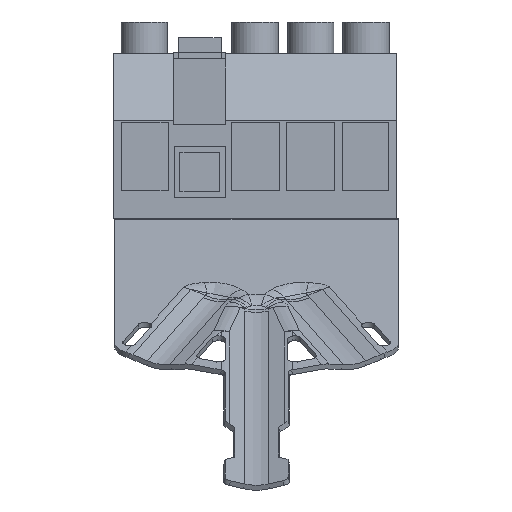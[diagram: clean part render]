
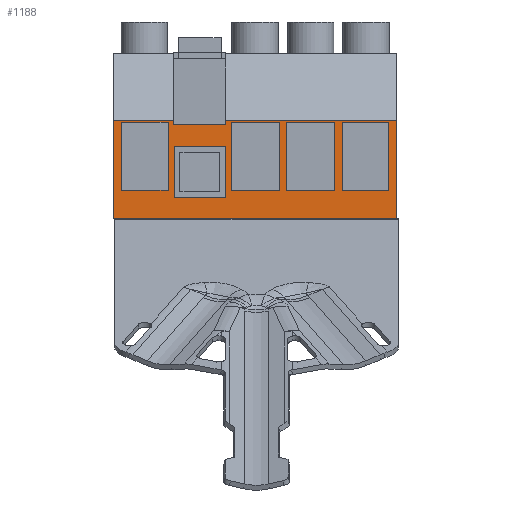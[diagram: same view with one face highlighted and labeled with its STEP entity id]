
A CAD part, top view. The second image highlights one B-rep face of the part: STEP entity #1188.
In plain terms, the highlighted planar face has unit normal (0, 0, 1).
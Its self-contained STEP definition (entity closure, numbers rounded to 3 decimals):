
#966=AXIS2_PLACEMENT_3D('Plane Axis2P3D',#963,#964,#965) ;
#532=CARTESIAN_POINT('Line Origine',(36.23,21.48,48.8)) ;
#536=CARTESIAN_POINT('Vertex',(20.56,21.48,48.8)) ;
#538=CARTESIAN_POINT('Vertex',(51.9,21.48,48.8)) ;
#592=CARTESIAN_POINT('Line Origine',(51.9,12.48,48.8)) ;
#596=CARTESIAN_POINT('Vertex',(51.9,3.48,48.8)) ;
#963=CARTESIAN_POINT('Axis2P3D Location',(0.,21.48,48.8)) ;
#968=CARTESIAN_POINT('Line Origine',(5.51,21.48,48.8)) ;
#972=CARTESIAN_POINT('Vertex',(0.,21.48,48.8)) ;
#974=CARTESIAN_POINT('Vertex',(11.02,21.48,48.8)) ;
#977=CARTESIAN_POINT('Line Origine',(0.,12.48,48.8)) ;
#981=CARTESIAN_POINT('Vertex',(0.,3.48,48.8)) ;
#984=CARTESIAN_POINT('Line Origine',(25.95,3.48,48.8)) ;
#989=CARTESIAN_POINT('Line Origine',(20.56,21.08,48.8)) ;
#993=CARTESIAN_POINT('Vertex',(20.56,20.68,48.8)) ;
#996=CARTESIAN_POINT('Line Origine',(15.79,20.68,48.8)) ;
#1000=CARTESIAN_POINT('Vertex',(11.02,20.68,48.8)) ;
#1003=CARTESIAN_POINT('Line Origine',(11.02,21.08,48.8)) ;
#1018=CARTESIAN_POINT('Line Origine',(46.132,21.075,48.8)) ;
#1022=CARTESIAN_POINT('Vertex',(50.4,21.075,48.8)) ;
#1024=CARTESIAN_POINT('Vertex',(41.864,21.075,48.8)) ;
#1027=CARTESIAN_POINT('Line Origine',(50.4,14.819,48.8)) ;
#1031=CARTESIAN_POINT('Vertex',(50.4,8.564,48.8)) ;
#1034=CARTESIAN_POINT('Line Origine',(46.132,8.564,48.8)) ;
#1038=CARTESIAN_POINT('Vertex',(41.864,8.564,48.8)) ;
#1041=CARTESIAN_POINT('Line Origine',(41.864,14.819,48.8)) ;
#1052=CARTESIAN_POINT('Line Origine',(25.95,8.564,48.8)) ;
#1056=CARTESIAN_POINT('Vertex',(21.544,8.564,48.8)) ;
#1058=CARTESIAN_POINT('Vertex',(30.356,8.564,48.8)) ;
#1061=CARTESIAN_POINT('Line Origine',(21.544,14.83,48.8)) ;
#1065=CARTESIAN_POINT('Vertex',(21.544,21.096,48.8)) ;
#1068=CARTESIAN_POINT('Line Origine',(25.95,21.096,48.8)) ;
#1072=CARTESIAN_POINT('Vertex',(30.356,21.096,48.8)) ;
#1075=CARTESIAN_POINT('Line Origine',(30.356,14.83,48.8)) ;
#1086=CARTESIAN_POINT('Line Origine',(11.113,11.945,48.8)) ;
#1090=CARTESIAN_POINT('Vertex',(11.113,16.621,48.8)) ;
#1092=CARTESIAN_POINT('Vertex',(11.113,7.268,48.8)) ;
#1095=CARTESIAN_POINT('Line Origine',(15.79,16.621,48.8)) ;
#1099=CARTESIAN_POINT('Vertex',(20.467,16.621,48.8)) ;
#1102=CARTESIAN_POINT('Line Origine',(20.467,11.945,48.8)) ;
#1106=CARTESIAN_POINT('Vertex',(20.467,7.268,48.8)) ;
#1109=CARTESIAN_POINT('Line Origine',(15.79,7.268,48.8)) ;
#1120=CARTESIAN_POINT('Line Origine',(36.11,8.564,48.8)) ;
#1124=CARTESIAN_POINT('Vertex',(31.704,8.564,48.8)) ;
#1126=CARTESIAN_POINT('Vertex',(40.516,8.564,48.8)) ;
#1129=CARTESIAN_POINT('Line Origine',(31.704,14.83,48.8)) ;
#1133=CARTESIAN_POINT('Vertex',(31.704,21.096,48.8)) ;
#1136=CARTESIAN_POINT('Line Origine',(36.11,21.096,48.8)) ;
#1140=CARTESIAN_POINT('Vertex',(40.516,21.096,48.8)) ;
#1143=CARTESIAN_POINT('Line Origine',(40.516,14.83,48.8)) ;
#1154=CARTESIAN_POINT('Line Origine',(10.014,14.83,48.8)) ;
#1158=CARTESIAN_POINT('Vertex',(10.014,8.585,48.8)) ;
#1160=CARTESIAN_POINT('Vertex',(10.014,21.075,48.8)) ;
#1163=CARTESIAN_POINT('Line Origine',(5.709,8.585,48.8)) ;
#1167=CARTESIAN_POINT('Vertex',(1.405,8.585,48.8)) ;
#1170=CARTESIAN_POINT('Line Origine',(1.405,14.83,48.8)) ;
#1174=CARTESIAN_POINT('Vertex',(1.405,21.075,48.8)) ;
#1177=CARTESIAN_POINT('Line Origine',(5.709,21.075,48.8)) ;
#533=DIRECTION('Vector Direction',(1.,0.,0.)) ;
#593=DIRECTION('Vector Direction',(0.,-1.,0.)) ;
#964=DIRECTION('Axis2P3D Direction',(-0.,0.,1.)) ;
#965=DIRECTION('Axis2P3D XDirection',(0.,-1.,0.)) ;
#969=DIRECTION('Vector Direction',(1.,0.,0.)) ;
#978=DIRECTION('Vector Direction',(0.,-1.,0.)) ;
#985=DIRECTION('Vector Direction',(1.,0.,0.)) ;
#990=DIRECTION('Vector Direction',(0.,-1.,0.)) ;
#997=DIRECTION('Vector Direction',(1.,0.,0.)) ;
#1004=DIRECTION('Vector Direction',(0.,-1.,0.)) ;
#1019=DIRECTION('Vector Direction',(1.,0.,0.)) ;
#1028=DIRECTION('Vector Direction',(0.,-1.,0.)) ;
#1035=DIRECTION('Vector Direction',(-1.,0.,0.)) ;
#1042=DIRECTION('Vector Direction',(0.,1.,0.)) ;
#1053=DIRECTION('Vector Direction',(1.,0.,0.)) ;
#1062=DIRECTION('Vector Direction',(0.,-1.,0.)) ;
#1069=DIRECTION('Vector Direction',(-1.,0.,0.)) ;
#1076=DIRECTION('Vector Direction',(0.,1.,0.)) ;
#1087=DIRECTION('Vector Direction',(0.,-1.,0.)) ;
#1096=DIRECTION('Vector Direction',(-1.,0.,0.)) ;
#1103=DIRECTION('Vector Direction',(0.,1.,0.)) ;
#1110=DIRECTION('Vector Direction',(1.,0.,0.)) ;
#1121=DIRECTION('Vector Direction',(1.,0.,0.)) ;
#1130=DIRECTION('Vector Direction',(0.,-1.,0.)) ;
#1137=DIRECTION('Vector Direction',(-1.,0.,0.)) ;
#1144=DIRECTION('Vector Direction',(0.,1.,0.)) ;
#1155=DIRECTION('Vector Direction',(0.,-1.,0.)) ;
#1164=DIRECTION('Vector Direction',(-1.,0.,0.)) ;
#1171=DIRECTION('Vector Direction',(0.,1.,0.)) ;
#1178=DIRECTION('Vector Direction',(1.,0.,0.)) ;
#534=VECTOR('Line Direction',#533,1.) ;
#594=VECTOR('Line Direction',#593,1.) ;
#970=VECTOR('Line Direction',#969,1.) ;
#979=VECTOR('Line Direction',#978,1.) ;
#986=VECTOR('Line Direction',#985,1.) ;
#991=VECTOR('Line Direction',#990,1.) ;
#998=VECTOR('Line Direction',#997,1.) ;
#1005=VECTOR('Line Direction',#1004,1.) ;
#1020=VECTOR('Line Direction',#1019,1.) ;
#1029=VECTOR('Line Direction',#1028,1.) ;
#1036=VECTOR('Line Direction',#1035,1.) ;
#1043=VECTOR('Line Direction',#1042,1.) ;
#1054=VECTOR('Line Direction',#1053,1.) ;
#1063=VECTOR('Line Direction',#1062,1.) ;
#1070=VECTOR('Line Direction',#1069,1.) ;
#1077=VECTOR('Line Direction',#1076,1.) ;
#1088=VECTOR('Line Direction',#1087,1.) ;
#1097=VECTOR('Line Direction',#1096,1.) ;
#1104=VECTOR('Line Direction',#1103,1.) ;
#1111=VECTOR('Line Direction',#1110,1.) ;
#1122=VECTOR('Line Direction',#1121,1.) ;
#1131=VECTOR('Line Direction',#1130,1.) ;
#1138=VECTOR('Line Direction',#1137,1.) ;
#1145=VECTOR('Line Direction',#1144,1.) ;
#1156=VECTOR('Line Direction',#1155,1.) ;
#1165=VECTOR('Line Direction',#1164,1.) ;
#1172=VECTOR('Line Direction',#1171,1.) ;
#1179=VECTOR('Line Direction',#1178,1.) ;
#1009=ORIENTED_EDGE('',*,*,#976,.F.) ;
#1010=ORIENTED_EDGE('',*,*,#983,.F.) ;
#1011=ORIENTED_EDGE('',*,*,#988,.T.) ;
#1012=ORIENTED_EDGE('',*,*,#598,.F.) ;
#1013=ORIENTED_EDGE('',*,*,#540,.F.) ;
#1014=ORIENTED_EDGE('',*,*,#995,.T.) ;
#1015=ORIENTED_EDGE('',*,*,#1002,.F.) ;
#1016=ORIENTED_EDGE('',*,*,#1007,.F.) ;
#1047=ORIENTED_EDGE('',*,*,#1026,.F.) ;
#1048=ORIENTED_EDGE('',*,*,#1033,.F.) ;
#1049=ORIENTED_EDGE('',*,*,#1040,.F.) ;
#1050=ORIENTED_EDGE('',*,*,#1045,.F.) ;
#1081=ORIENTED_EDGE('',*,*,#1060,.F.) ;
#1082=ORIENTED_EDGE('',*,*,#1067,.F.) ;
#1083=ORIENTED_EDGE('',*,*,#1074,.F.) ;
#1084=ORIENTED_EDGE('',*,*,#1079,.F.) ;
#1115=ORIENTED_EDGE('',*,*,#1094,.F.) ;
#1116=ORIENTED_EDGE('',*,*,#1101,.F.) ;
#1117=ORIENTED_EDGE('',*,*,#1108,.F.) ;
#1118=ORIENTED_EDGE('',*,*,#1113,.F.) ;
#1149=ORIENTED_EDGE('',*,*,#1128,.F.) ;
#1150=ORIENTED_EDGE('',*,*,#1135,.F.) ;
#1151=ORIENTED_EDGE('',*,*,#1142,.F.) ;
#1152=ORIENTED_EDGE('',*,*,#1147,.F.) ;
#1183=ORIENTED_EDGE('',*,*,#1162,.F.) ;
#1184=ORIENTED_EDGE('',*,*,#1169,.F.) ;
#1185=ORIENTED_EDGE('',*,*,#1176,.F.) ;
#1186=ORIENTED_EDGE('',*,*,#1181,.F.) ;
#1051=FACE_BOUND('',#1046,.T.) ;
#1085=FACE_BOUND('',#1080,.T.) ;
#1119=FACE_BOUND('',#1114,.T.) ;
#1153=FACE_BOUND('',#1148,.T.) ;
#1187=FACE_BOUND('',#1182,.T.) ;
#1188=ADVANCED_FACE('BUZ',(#1017,#1051,#1085,#1119,#1153,#1187),#967,.T.) ;
#540=EDGE_CURVE('',#537,#539,#535,.T.) ;
#598=EDGE_CURVE('',#539,#597,#595,.T.) ;
#976=EDGE_CURVE('',#973,#975,#971,.T.) ;
#983=EDGE_CURVE('',#982,#973,#980,.F.) ;
#988=EDGE_CURVE('',#982,#597,#987,.T.) ;
#995=EDGE_CURVE('',#537,#994,#992,.T.) ;
#1002=EDGE_CURVE('',#1001,#994,#999,.T.) ;
#1007=EDGE_CURVE('',#975,#1001,#1006,.T.) ;
#1026=EDGE_CURVE('',#1023,#1025,#1021,.F.) ;
#1033=EDGE_CURVE('',#1032,#1023,#1030,.F.) ;
#1040=EDGE_CURVE('',#1039,#1032,#1037,.F.) ;
#1045=EDGE_CURVE('',#1025,#1039,#1044,.F.) ;
#1060=EDGE_CURVE('',#1057,#1059,#1055,.T.) ;
#1067=EDGE_CURVE('',#1066,#1057,#1064,.T.) ;
#1074=EDGE_CURVE('',#1073,#1066,#1071,.T.) ;
#1079=EDGE_CURVE('',#1059,#1073,#1078,.T.) ;
#1094=EDGE_CURVE('',#1091,#1093,#1089,.T.) ;
#1101=EDGE_CURVE('',#1100,#1091,#1098,.T.) ;
#1108=EDGE_CURVE('',#1107,#1100,#1105,.T.) ;
#1113=EDGE_CURVE('',#1093,#1107,#1112,.T.) ;
#1128=EDGE_CURVE('',#1125,#1127,#1123,.T.) ;
#1135=EDGE_CURVE('',#1134,#1125,#1132,.T.) ;
#1142=EDGE_CURVE('',#1141,#1134,#1139,.T.) ;
#1147=EDGE_CURVE('',#1127,#1141,#1146,.T.) ;
#1162=EDGE_CURVE('',#1159,#1161,#1157,.F.) ;
#1169=EDGE_CURVE('',#1168,#1159,#1166,.F.) ;
#1176=EDGE_CURVE('',#1175,#1168,#1173,.F.) ;
#1181=EDGE_CURVE('',#1161,#1175,#1180,.F.) ;
#1008=EDGE_LOOP('',(#1009,#1010,#1011,#1012,#1013,#1014,#1015,#1016)) ;
#1046=EDGE_LOOP('',(#1047,#1048,#1049,#1050)) ;
#1080=EDGE_LOOP('',(#1081,#1082,#1083,#1084)) ;
#1114=EDGE_LOOP('',(#1115,#1116,#1117,#1118)) ;
#1148=EDGE_LOOP('',(#1149,#1150,#1151,#1152)) ;
#1182=EDGE_LOOP('',(#1183,#1184,#1185,#1186)) ;
#1017=FACE_OUTER_BOUND('',#1008,.T.) ;
#535=LINE('Line',#532,#534) ;
#595=LINE('Line',#592,#594) ;
#971=LINE('Line',#968,#970) ;
#980=LINE('Line',#977,#979) ;
#987=LINE('Line',#984,#986) ;
#992=LINE('Line',#989,#991) ;
#999=LINE('Line',#996,#998) ;
#1006=LINE('Line',#1003,#1005) ;
#1021=LINE('Line',#1018,#1020) ;
#1030=LINE('Line',#1027,#1029) ;
#1037=LINE('Line',#1034,#1036) ;
#1044=LINE('Line',#1041,#1043) ;
#1055=LINE('Line',#1052,#1054) ;
#1064=LINE('Line',#1061,#1063) ;
#1071=LINE('Line',#1068,#1070) ;
#1078=LINE('Line',#1075,#1077) ;
#1089=LINE('Line',#1086,#1088) ;
#1098=LINE('Line',#1095,#1097) ;
#1105=LINE('Line',#1102,#1104) ;
#1112=LINE('Line',#1109,#1111) ;
#1123=LINE('Line',#1120,#1122) ;
#1132=LINE('Line',#1129,#1131) ;
#1139=LINE('Line',#1136,#1138) ;
#1146=LINE('Line',#1143,#1145) ;
#1157=LINE('Line',#1154,#1156) ;
#1166=LINE('Line',#1163,#1165) ;
#1173=LINE('Line',#1170,#1172) ;
#1180=LINE('Line',#1177,#1179) ;
#967=PLANE('',#966) ;
#537=VERTEX_POINT('',#536) ;
#539=VERTEX_POINT('',#538) ;
#597=VERTEX_POINT('',#596) ;
#973=VERTEX_POINT('',#972) ;
#975=VERTEX_POINT('',#974) ;
#982=VERTEX_POINT('',#981) ;
#994=VERTEX_POINT('',#993) ;
#1001=VERTEX_POINT('',#1000) ;
#1023=VERTEX_POINT('',#1022) ;
#1025=VERTEX_POINT('',#1024) ;
#1032=VERTEX_POINT('',#1031) ;
#1039=VERTEX_POINT('',#1038) ;
#1057=VERTEX_POINT('',#1056) ;
#1059=VERTEX_POINT('',#1058) ;
#1066=VERTEX_POINT('',#1065) ;
#1073=VERTEX_POINT('',#1072) ;
#1091=VERTEX_POINT('',#1090) ;
#1093=VERTEX_POINT('',#1092) ;
#1100=VERTEX_POINT('',#1099) ;
#1107=VERTEX_POINT('',#1106) ;
#1125=VERTEX_POINT('',#1124) ;
#1127=VERTEX_POINT('',#1126) ;
#1134=VERTEX_POINT('',#1133) ;
#1141=VERTEX_POINT('',#1140) ;
#1159=VERTEX_POINT('',#1158) ;
#1161=VERTEX_POINT('',#1160) ;
#1168=VERTEX_POINT('',#1167) ;
#1175=VERTEX_POINT('',#1174) ;
